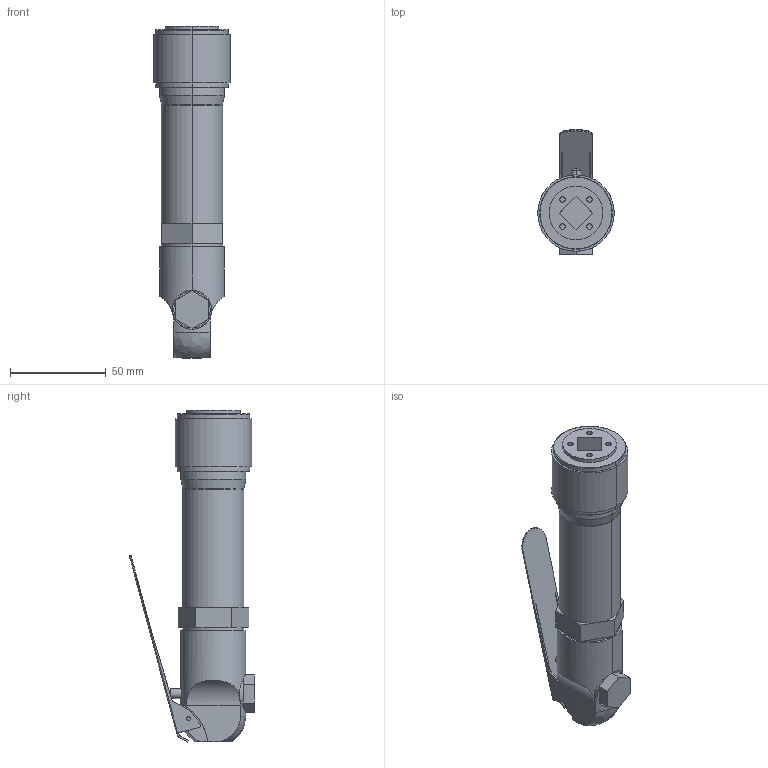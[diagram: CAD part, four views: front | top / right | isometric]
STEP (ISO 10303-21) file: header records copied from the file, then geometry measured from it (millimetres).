
FILE_DESCRIPTION((''),'2;1');
FILE_NAME('TMP16278_SW','2012-03-21T',('tooextcsr'),(''),'PRO/ENGINEER BY PARAMETRIC TECHNOLOGY CORPORATION, 2011330','PRO/ENGINEER BY PARAMETRIC TECHNOLOGY CORPORATION, 2011330','');
FILE_SCHEMA(('CONFIG_CONTROL_DESIGN', 'GEOMETRIC_VALIDATION_PROPERTIES_MIM'));
Length unit declared in the file: millimetre
Products named in the file (1): TMP16278_SW
Bounding box: 40 x 65.41 x 173.75 mm (x, y, z)
Surface area: 29030 mm2 (no closed solid volume)
Topology: 0 solids, 3 shells, 147 faces, 372 edges, 233 vertices
Faces by surface type: plane 70, cylinder 63, torus 6, cone 4, sphere 2, bspline 2
Entity records: 5668 total; most frequent: CARTESIAN_POINT 1091, DIRECTION 800, ORIENTED_EDGE 708, EDGE_CURVE 368, AXIS2_PLACEMENT_3D 305, VERTEX_POINT 233, VECTOR 190, LINE 190
